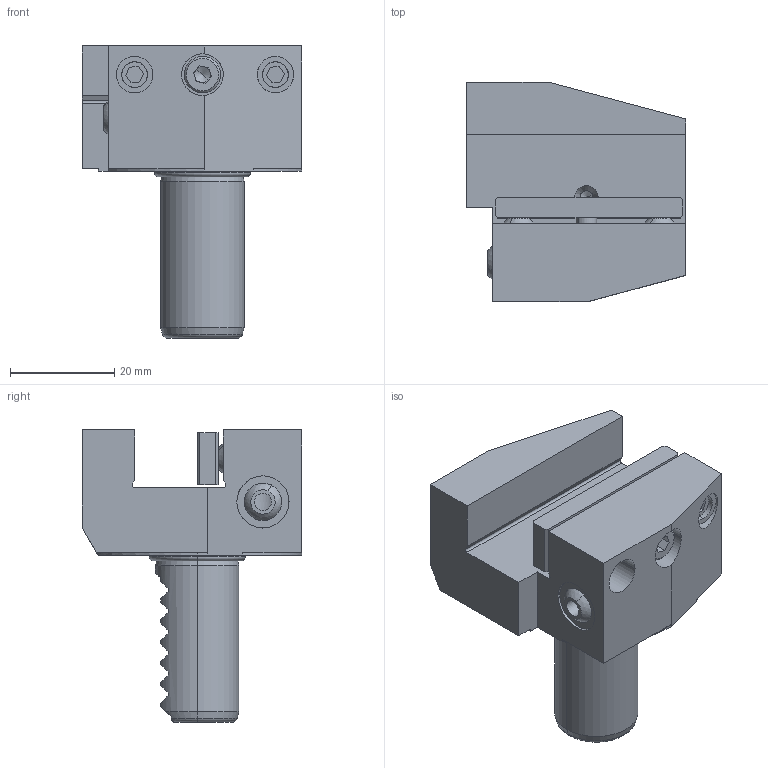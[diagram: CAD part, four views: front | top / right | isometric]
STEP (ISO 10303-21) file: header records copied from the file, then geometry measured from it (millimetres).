
FILE_DESCRIPTION (( 'STEP AP203' ), '1' );
FILE_NAME ('B4-16X12X24.STEP', '2019-07-22T11:50:21', ( '' ), ( '' ), 'SwSTEP 2.0', 'SolidWorks 2017', '' );
FILE_SCHEMA (( 'CONFIG_CONTROL_DESIGN' ));
Length unit declared in the file: millimetre
Products named in the file (1): B4-16X12X24
Bounding box: 42 x 42 x 56 mm (x, y, z)
Volume: 35142.6 mm3; surface area: 13142.3 mm2
Topology: 9 solids, 9 shells, 212 faces, 526 edges, 328 vertices
Faces by surface type: plane 103, cylinder 55, cone 33, torus 15, sphere 4, bspline 2
Entity records: 7593 total; most frequent: CARTESIAN_POINT 2602, DIRECTION 1033, ORIENTED_EDGE 1016, EDGE_CURVE 508, AXIS2_PLACEMENT_3D 383, VERTEX_POINT 322, LINE 267, VECTOR 267
